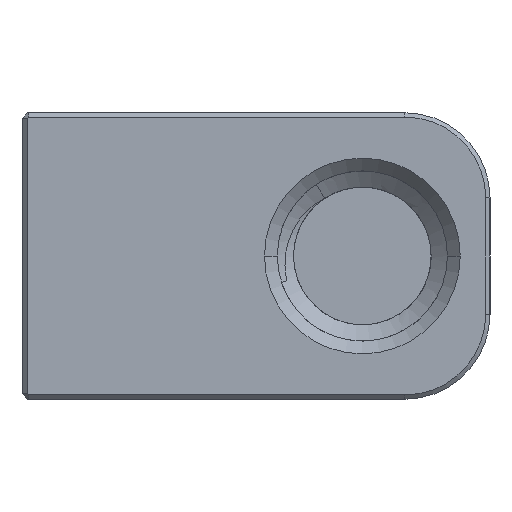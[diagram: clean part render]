
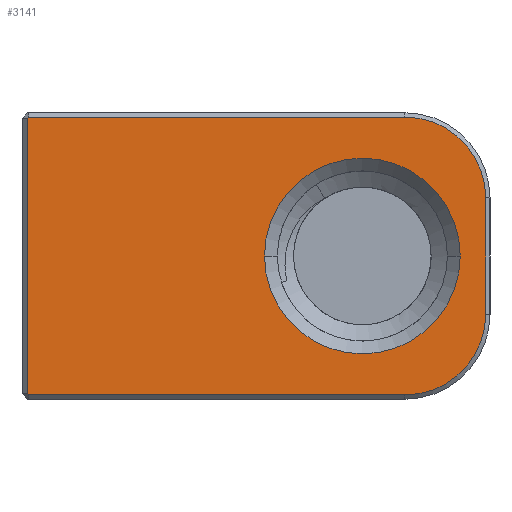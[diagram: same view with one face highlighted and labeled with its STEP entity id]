
A CAD part, front view. The second image highlights one B-rep face of the part: STEP entity #3141.
In plain terms, the highlighted planar face has unit normal (0, -1, 0).
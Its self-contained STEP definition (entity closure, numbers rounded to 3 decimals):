
#47=CARTESIAN_POINT('',(-26.658,6.202,3.079));
#48=DIRECTION('',(0.,1.,0.));
#49=DIRECTION('',(1.,0.,0.));
#50=AXIS2_PLACEMENT_3D('',#47,#48,#49);
#52=CARTESIAN_POINT('',(-26.658,6.202,3.079));
#53=DIRECTION('',(0.,1.,0.));
#54=DIRECTION('',(-1.,0.,0.));
#55=AXIS2_PLACEMENT_3D('',#52,#53,#54);
#57=DIRECTION('',(0.707,0.,0.707));
#58=VECTOR('',#57,0.038);
#59=CARTESIAN_POINT('',(-34.531,6.202,6.317));
#60=LINE('',#59,#58);
#61=DIRECTION('',(-1.,0.,0.));
#62=VECTOR('',#61,8.846);
#63=CARTESIAN_POINT('',(-25.658,6.202,6.344));
#64=LINE('',#63,#62);
#65=CARTESIAN_POINT('',(-25.658,6.202,4.444));
#66=DIRECTION('',(0.,-1.,0.));
#67=DIRECTION('',(1.,0.,0.));
#68=AXIS2_PLACEMENT_3D('',#65,#66,#67);
#70=DIRECTION('',(0.,0.,1.));
#71=VECTOR('',#70,2.731);
#72=CARTESIAN_POINT('',(-23.758,6.202,1.713));
#73=LINE('',#72,#71);
#74=CARTESIAN_POINT('',(-25.658,6.202,1.713));
#75=DIRECTION('',(0.,-1.,0.));
#76=DIRECTION('',(0.,0.,-1.));
#77=AXIS2_PLACEMENT_3D('',#74,#75,#76);
#79=DIRECTION('',(1.,0.,0.));
#80=VECTOR('',#79,8.846);
#81=CARTESIAN_POINT('',(-34.504,6.202,-0.187));
#82=LINE('',#81,#80);
#899=DIRECTION('',(0.707,0.,-0.707));
#900=VECTOR('',#899,0.038);
#901=CARTESIAN_POINT('',(-34.531,6.202,
-0.16));
#902=LINE('',#901,#900);
#2677=DIRECTION('',(0.,0.,1.));
#2678=VECTOR('',#2677,6.477);
#2679=CARTESIAN_POINT('',(-34.531,6.202,
-0.16));
#2680=LINE('',#2679,#2678);
#2741=CARTESIAN_POINT('',(-34.531,6.202,
-0.16));
#2743=VERTEX_POINT('',#2741);
#2765=CARTESIAN_POINT('',(-34.531,6.202,6.317));
#2766=VERTEX_POINT('',#2765);
#2883=CARTESIAN_POINT('',(-24.358,6.202,3.079));
#2884=CARTESIAN_POINT('',(-28.958,6.202,3.079));
#2885=VERTEX_POINT('',#2883);
#2886=VERTEX_POINT('',#2884);
#2950=CARTESIAN_POINT('',(-34.504,6.202,
-0.187));
#2951=VERTEX_POINT('',#2950);
#2952=CARTESIAN_POINT('',(-34.504,6.202,6.344));
#2953=VERTEX_POINT('',#2952);
#3036=CARTESIAN_POINT('',(-25.658,6.202,6.344));
#3037=VERTEX_POINT('',#3036);
#3038=CARTESIAN_POINT('',(-23.758,6.202,4.444));
#3039=VERTEX_POINT('',#3038);
#3042=CARTESIAN_POINT('',(-23.758,6.202,1.713));
#3043=VERTEX_POINT('',#3042);
#3046=CARTESIAN_POINT('',(-25.658,6.202,
-0.187));
#3047=VERTEX_POINT('',#3046);
#3113=CARTESIAN_POINT('',(-35.928,6.202,
-1.557));
#3114=DIRECTION('',(0.,-1.,0.));
#3115=DIRECTION('',(1.,0.,0.));
#3116=AXIS2_PLACEMENT_3D('',#3113,#3114,#3115);
#3117=PLANE('',#3116);
#3119=ORIENTED_EDGE('',*,*,#3118,.F.);
#3121=ORIENTED_EDGE('',*,*,#3120,.T.);
#3122=ORIENTED_EDGE('',*,*,#3101,.T.);
#3124=ORIENTED_EDGE('',*,*,#3123,.F.);
#3126=ORIENTED_EDGE('',*,*,#3125,.F.);
#3128=ORIENTED_EDGE('',*,*,#3127,.F.);
#3130=ORIENTED_EDGE('',*,*,#3129,.F.);
#3132=ORIENTED_EDGE('',*,*,#3131,.F.);
#3133=EDGE_LOOP('',(#3119,#3121,#3122,#3124,#3126,#3128,#3130,#3132));
#3134=FACE_OUTER_BOUND('',#3133,.F.);
#3136=ORIENTED_EDGE('',*,*,#3135,.F.);
#3138=ORIENTED_EDGE('',*,*,#3137,.F.);
#3139=EDGE_LOOP('',(#3136,#3138));
#3140=FACE_BOUND('',#3139,.F.);
#3141=ADVANCED_FACE('',(#3134,#3140),#3117,.T.);
#51=CIRCLE('',#50,2.3);
#56=CIRCLE('',#55,2.3);
#69=CIRCLE('',#68,1.9);
#78=CIRCLE('',#77,1.9);
#3101=EDGE_CURVE('',#2766,#2953,#60,.T.);
#3118=EDGE_CURVE('',#2743,#2951,#902,.T.);
#3120=EDGE_CURVE('',#2743,#2766,#2680,.T.);
#3123=EDGE_CURVE('',#3037,#2953,#64,.T.);
#3125=EDGE_CURVE('',#3039,#3037,#69,.T.);
#3127=EDGE_CURVE('',#3043,#3039,#73,.T.);
#3129=EDGE_CURVE('',#3047,#3043,#78,.T.);
#3131=EDGE_CURVE('',#2951,#3047,#82,.T.);
#3135=EDGE_CURVE('',#2885,#2886,#51,.T.);
#3137=EDGE_CURVE('',#2886,#2885,#56,.T.);
